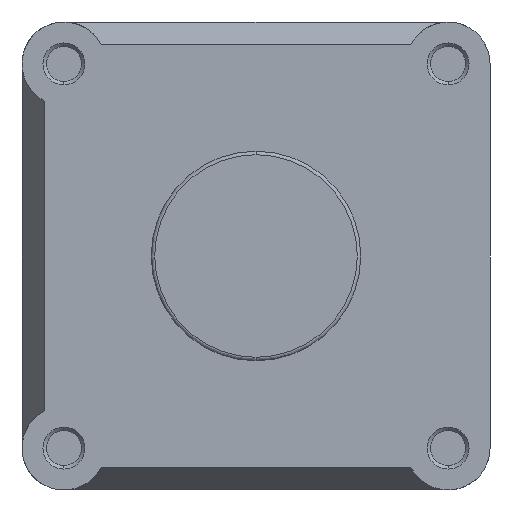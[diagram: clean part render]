
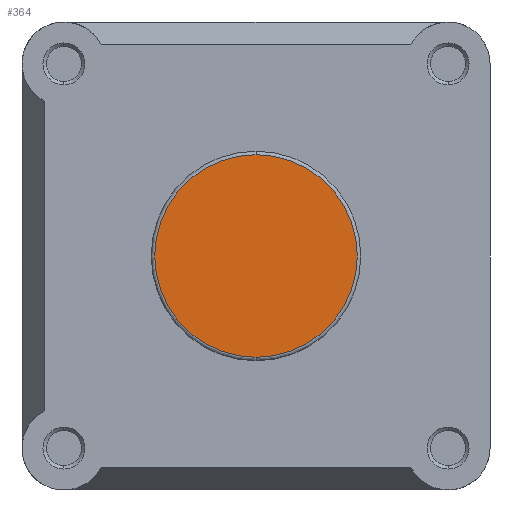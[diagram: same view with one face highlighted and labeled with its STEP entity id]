
A CAD part, left-side view. The second image highlights one B-rep face of the part: STEP entity #364.
In plain terms, the highlighted planar face has unit normal (-1, 0, 0).
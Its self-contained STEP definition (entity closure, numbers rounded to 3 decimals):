
#96 = EDGE_CURVE ( 'NONE', #562, #563, #2787, .T. ) ;
#173 = EDGE_CURVE ( 'NONE', #563, #562, #2897, .T. ) ;
#364 = ADVANCED_FACE ( 'NONE', ( #3164 ), #4225, .F. ) ;
#562 = VERTEX_POINT ( 'NONE', #6726 ) ;
#563 = VERTEX_POINT ( 'NONE', #6727 ) ;
#1028 = ORIENTED_EDGE ( 'NONE', *, *, #96, .T. ) ;
#1179 = ORIENTED_EDGE ( 'NONE', *, *, #173, .T. ) ;
#1542 = AXIS2_PLACEMENT_3D ( 'NONE', #3475, #3476, #3477 ) ;
#1575 = AXIS2_PLACEMENT_3D ( 'NONE', #3665, #3672, #3673 ) ;
#1700 = AXIS2_PLACEMENT_3D ( 'NONE', #4224, #4226, #4227 ) ;
#2521 = EDGE_LOOP ( 'NONE', ( #1179, #1028 ) ) ;
#2787 = CIRCLE ( 'NONE', #1542, 29. ) ;
#2897 = CIRCLE ( 'NONE', #1575, 29. ) ;
#3164 = FACE_OUTER_BOUND ( 'NONE', #2521, .T. ) ;
#3475 = CARTESIAN_POINT ( 'NONE',  ( 0., 0., 0. ) ) ;
#3476 = DIRECTION ( 'NONE',  ( -1., 0., 0. ) ) ;
#3477 = DIRECTION ( 'NONE',  ( 0., 0., -1. ) ) ;
#3665 = CARTESIAN_POINT ( 'NONE',  ( 0., 0., 0. ) ) ;
#3672 = DIRECTION ( 'NONE',  ( -1., 0., 0. ) ) ;
#3673 = DIRECTION ( 'NONE',  ( 0., 0., -1. ) ) ;
#4224 = CARTESIAN_POINT ( 'NONE',  ( 0., 30., 0. ) ) ;
#4225 = PLANE ( 'NONE',  #1700 ) ;
#4226 = DIRECTION ( 'NONE',  ( 1., 0., 0. ) ) ;
#4227 = DIRECTION ( 'NONE',  ( 0., 0., -1. ) ) ;
#6726 = CARTESIAN_POINT ( 'NONE',  ( 0., 0., 29. ) ) ;
#6727 = CARTESIAN_POINT ( 'NONE',  ( 0., 0., -29. ) ) ;
